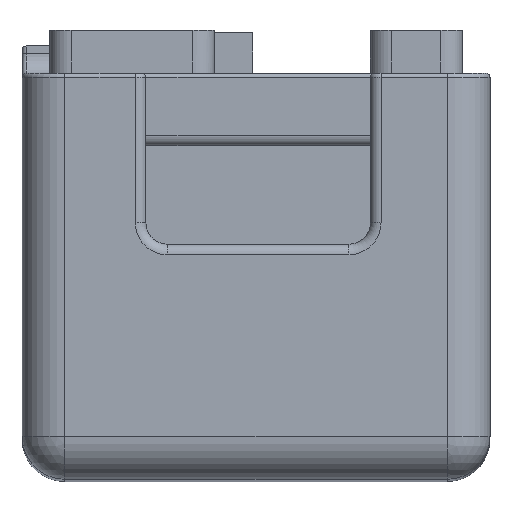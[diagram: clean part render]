
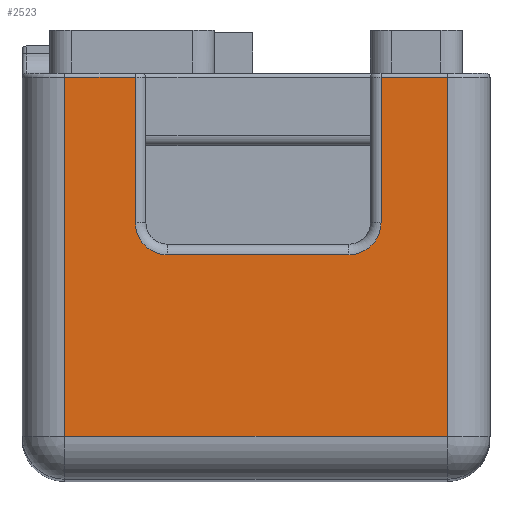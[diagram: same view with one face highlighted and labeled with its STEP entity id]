
A CAD part, top view. The second image highlights one B-rep face of the part: STEP entity #2523.
In plain terms, the highlighted planar face has unit normal (0, 0, 1).
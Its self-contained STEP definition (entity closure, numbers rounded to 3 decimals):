
#141 = EDGE_CURVE ( 'NONE', #1846, #1113, #2524, .T. ) ;
#230 = VECTOR ( 'NONE', #2898, 1000. ) ;
#233 = VECTOR ( 'NONE', #3204, 1000. ) ;
#257 = VERTEX_POINT ( 'NONE', #2706 ) ;
#315 = EDGE_CURVE ( 'NONE', #2347, #1228, #1623, .T. ) ;
#331 = CARTESIAN_POINT ( 'NONE',  ( 5.85, 16.8, 32.45 ) ) ;
#341 = LINE ( 'NONE', #1908, #2324 ) ;
#346 = CARTESIAN_POINT ( 'NONE',  ( 5.85, 16.8, 32.45 ) ) ;
#385 = LINE ( 'NONE', #400, #3280 ) ;
#400 = CARTESIAN_POINT ( 'NONE',  ( -8.95, 16.8, 32.45 ) ) ;
#457 = VERTEX_POINT ( 'NONE', #2904 ) ;
#497 = VERTEX_POINT ( 'NONE', #1628 ) ;
#565 = DIRECTION ( 'NONE',  ( 0., 1., 0. ) ) ;
#752 = ORIENTED_EDGE ( 'NONE', *, *, #2667, .T. ) ;
#828 = DIRECTION ( 'NONE',  ( 0., 1., 0. ) ) ;
#895 = VERTEX_POINT ( 'NONE', #1634 ) ;
#991 = CARTESIAN_POINT ( 'NONE',  ( -8.95, 17., 32.45 ) ) ;
#1028 = ORIENTED_EDGE ( 'NONE', *, *, #2900, .T. ) ;
#1113 = VERTEX_POINT ( 'NONE', #3101 ) ;
#1147 = PLANE ( 'NONE',  #2506 ) ;
#1228 = VERTEX_POINT ( 'NONE', #1345 ) ;
#1257 = EDGE_CURVE ( 'NONE', #497, #3257, #341, .T. ) ;
#1287 = CARTESIAN_POINT ( 'NONE',  ( -5.65, 17., 32.45 ) ) ;
#1311 = DIRECTION ( 'NONE',  ( 0., 0., -1. ) ) ;
#1317 = ORIENTED_EDGE ( 'NONE', *, *, #2071, .T. ) ;
#1322 = ORIENTED_EDGE ( 'NONE', *, *, #1257, .T. ) ;
#1335 = LINE ( 'NONE', #1851, #230 ) ;
#1345 = CARTESIAN_POINT ( 'NONE',  ( 4.35, 8.5, 32.45 ) ) ;
#1417 = LINE ( 'NONE', #331, #233 ) ;
#1484 = DIRECTION ( 'NONE',  ( 0., 0., -1. ) ) ;
#1499 = CARTESIAN_POINT ( 'NONE',  ( 4.35, 10., 32.45 ) ) ;
#1504 = EDGE_LOOP ( 'NONE', ( #2877, #1317, #752, #2539, #1322, #1028, #1644, #1841, #2785, #2235 ) ) ;
#1533 = VECTOR ( 'NONE', #1952, 1000. ) ;
#1564 = CARTESIAN_POINT ( 'NONE',  ( -4.15, 10., 32.45 ) ) ;
#1589 = CARTESIAN_POINT ( 'NONE',  ( -10.95, 0., 32.45 ) ) ;
#1623 = CIRCLE ( 'NONE', #2990, 1.5 ) ;
#1628 = CARTESIAN_POINT ( 'NONE',  ( 8.95, 0., 32.45 ) ) ;
#1634 = CARTESIAN_POINT ( 'NONE',  ( -8.95, 0., 32.45 ) ) ;
#1636 = VECTOR ( 'NONE', #3348, 1000. ) ;
#1644 = ORIENTED_EDGE ( 'NONE', *, *, #2914, .T. ) ;
#1821 = CARTESIAN_POINT ( 'NONE',  ( 5.85, 10., 32.45 ) ) ;
#1841 = ORIENTED_EDGE ( 'NONE', *, *, #315, .T. ) ;
#1846 = VERTEX_POINT ( 'NONE', #2764 ) ;
#1851 = CARTESIAN_POINT ( 'NONE',  ( -4.15, 8.5, 32.45 ) ) ;
#1908 = CARTESIAN_POINT ( 'NONE',  ( 8.95, 17., 32.45 ) ) ;
#1916 = CARTESIAN_POINT ( 'NONE',  ( 0., 17., 32.45 ) ) ;
#1952 = DIRECTION ( 'NONE',  ( 0., -1., 0. ) ) ;
#2041 = DIRECTION ( 'NONE',  ( 0., -1., 0. ) ) ;
#2071 = EDGE_CURVE ( 'NONE', #457, #257, #385, .T. ) ;
#2224 = DIRECTION ( 'NONE',  ( -1., 0., 0. ) ) ;
#2235 = ORIENTED_EDGE ( 'NONE', *, *, #141, .T. ) ;
#2256 = AXIS2_PLACEMENT_3D ( 'NONE', #1564, #1311, #2348 ) ;
#2324 = VECTOR ( 'NONE', #565, 1000. ) ;
#2347 = VERTEX_POINT ( 'NONE', #1821 ) ;
#2348 = DIRECTION ( 'NONE',  ( -1., 0., 0. ) ) ;
#2389 = EDGE_CURVE ( 'NONE', #1113, #457, #3156, .T. ) ;
#2397 = VECTOR ( 'NONE', #828, 1000. ) ;
#2401 = VECTOR ( 'NONE', #2041, 1000. ) ;
#2419 = LINE ( 'NONE', #2677, #1533 ) ;
#2438 = EDGE_CURVE ( 'NONE', #1228, #1846, #1335, .T. ) ;
#2506 = AXIS2_PLACEMENT_3D ( 'NONE', #1916, #3244, #2967 ) ;
#2509 = LINE ( 'NONE', #991, #2401 ) ;
#2523 = ADVANCED_FACE ( 'NONE', ( #2949 ), #1147, .F. ) ;
#2524 = CIRCLE ( 'NONE', #2256, 1.5 ) ;
#2539 = ORIENTED_EDGE ( 'NONE', *, *, #2839, .F. ) ;
#2623 = CARTESIAN_POINT ( 'NONE',  ( 8.95, 16.8, 32.45 ) ) ;
#2667 = EDGE_CURVE ( 'NONE', #257, #895, #2509, .T. ) ;
#2677 = CARTESIAN_POINT ( 'NONE',  ( 5.85, 17., 32.45 ) ) ;
#2706 = CARTESIAN_POINT ( 'NONE',  ( -8.95, 16.8, 32.45 ) ) ;
#2764 = CARTESIAN_POINT ( 'NONE',  ( -4.15, 8.5, 32.45 ) ) ;
#2785 = ORIENTED_EDGE ( 'NONE', *, *, #2438, .T. ) ;
#2839 = EDGE_CURVE ( 'NONE', #497, #895, #2880, .T. ) ;
#2877 = ORIENTED_EDGE ( 'NONE', *, *, #2389, .T. ) ;
#2880 = LINE ( 'NONE', #1589, #1636 ) ;
#2898 = DIRECTION ( 'NONE',  ( -1., 0., 0. ) ) ;
#2899 = VERTEX_POINT ( 'NONE', #346 ) ;
#2900 = EDGE_CURVE ( 'NONE', #3257, #2899, #1417, .T. ) ;
#2904 = CARTESIAN_POINT ( 'NONE',  ( -5.65, 16.8, 32.45 ) ) ;
#2914 = EDGE_CURVE ( 'NONE', #2899, #2347, #2419, .T. ) ;
#2949 = FACE_OUTER_BOUND ( 'NONE', #1504, .T. ) ;
#2967 = DIRECTION ( 'NONE',  ( -1., 0., 0. ) ) ;
#2990 = AXIS2_PLACEMENT_3D ( 'NONE', #1499, #1484, #3033 ) ;
#3033 = DIRECTION ( 'NONE',  ( -1., 0., 0. ) ) ;
#3101 = CARTESIAN_POINT ( 'NONE',  ( -5.65, 10., 32.45 ) ) ;
#3156 = LINE ( 'NONE', #1287, #2397 ) ;
#3204 = DIRECTION ( 'NONE',  ( -1., 0., 0. ) ) ;
#3244 = DIRECTION ( 'NONE',  ( 0., 0., -1. ) ) ;
#3257 = VERTEX_POINT ( 'NONE', #2623 ) ;
#3280 = VECTOR ( 'NONE', #2224, 1000. ) ;
#3348 = DIRECTION ( 'NONE',  ( -1., 0., 0. ) ) ;
